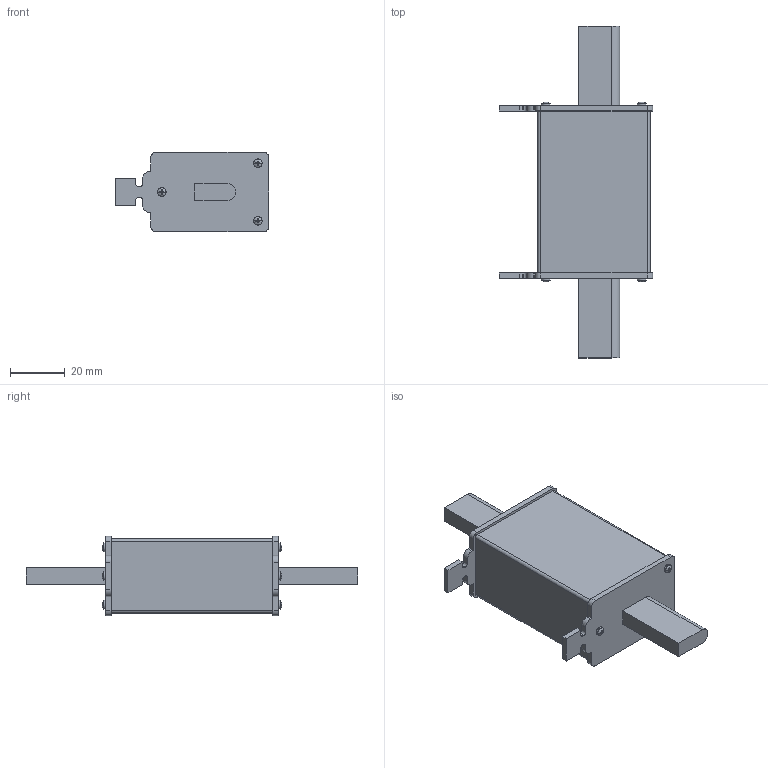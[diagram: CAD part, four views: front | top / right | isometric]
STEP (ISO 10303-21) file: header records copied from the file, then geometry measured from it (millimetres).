
FILE_DESCRIPTION (( 'STEP AP203' ), '1' );
FILE_NAME ('Ïðåäîõðàíèòåëè ïëàâêèå ÏÏÍ-33 (0) EKF PROxima.STEP', '2016-11-02T19:54:25', ( '' ), ( '' ), 'SwSTEP 2.0', 'SolidWorks 2014', '' );
FILE_SCHEMA (( 'CONFIG_CONTROL_DESIGN' ));
Length unit declared in the file: millimetre
Products named in the file (3): pan head cross recess screw_din_ISO 7045 - M1.6 x 3 - Z --- 3N; Ïðåäîõðàíèòåëè ïëàâêèå ÏÏÍ-33 (0) EKF PROxima
Assembly tree (7 placements, depth 2):
  Ïðåäîõðàíèòåëè ïëàâêèå ÏÏÍ-33 (0) EKF PROxima
    Ïðåäîõðàíèòåëè ïëàâêèå ÏÏÍ-33 (0) EKF PROxima
    pan head cross recess screw_din_ISO 7045 - M1.6 x 3 - Z --- 3N  x6
Bounding box: 56 x 121 x 29 mm (x, y, z)
Volume: 75232.6 mm3; surface area: 15603.9 mm2
Topology: 7 solids, 7 shells, 340 faces, 840 edges, 512 vertices
Faces by surface type: plane 180, cone 66, cylinder 58, torus 24, sphere 12
Entity records: 4351 total; most frequent: CARTESIAN_POINT 714, DIRECTION 709, ORIENTED_EDGE 656, EDGE_CURVE 328, AXIS2_PLACEMENT_3D 259, VERTEX_POINT 212, VECTOR 191, LINE 191
